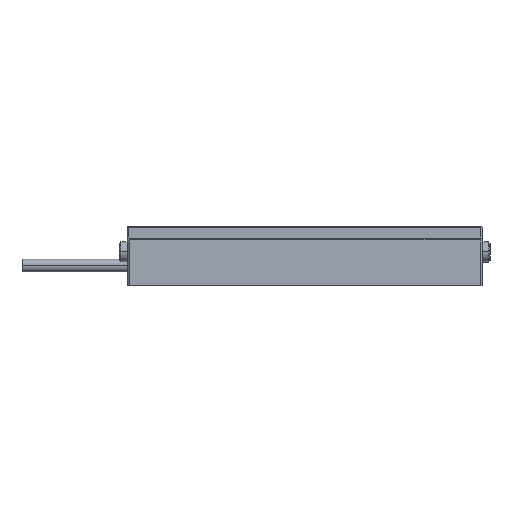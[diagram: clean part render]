
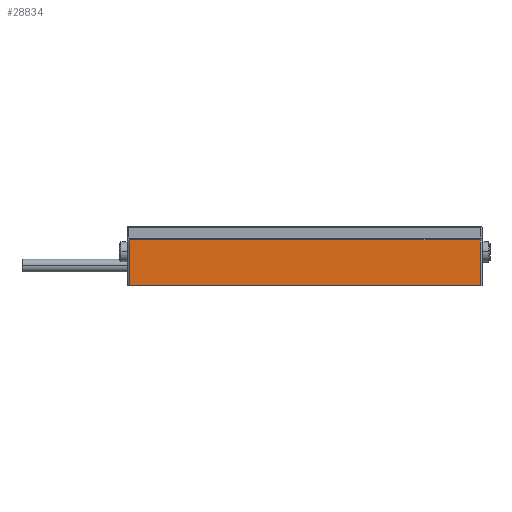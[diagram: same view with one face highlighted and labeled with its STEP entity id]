
A CAD part, top view. The second image highlights one B-rep face of the part: STEP entity #28834.
In plain terms, the highlighted planar face has unit normal (0, 0, 1).
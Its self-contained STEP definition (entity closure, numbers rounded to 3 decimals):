
#1281 = VERTEX_POINT ( 'NONE', #54442 ) ;
#1529 = EDGE_CURVE ( 'NONE', #48898, #26444, #17160, .T. ) ;
#2186 = CARTESIAN_POINT ( 'NONE',  ( -44.5, 11.5, 35. ) ) ;
#4376 = EDGE_CURVE ( 'NONE', #48898, #47794, #67533, .T. ) ;
#5920 = CARTESIAN_POINT ( 'NONE',  ( -51.708, 11.5, 35. ) ) ;
#11115 = DIRECTION ( 'NONE',  ( 0., 0., -1. ) ) ;
#13724 = LINE ( 'NONE', #61020, #32105 ) ;
#14402 = CARTESIAN_POINT ( 'NONE',  ( -44.5, 5.5, 35. ) ) ;
#16923 = FACE_OUTER_BOUND ( 'NONE', #69409, .T. ) ;
#17160 = LINE ( 'NONE', #5920, #34805 ) ;
#19551 = DIRECTION ( 'NONE',  ( 0., 1., 0. ) ) ;
#20540 = CARTESIAN_POINT ( 'NONE',  ( 44.5, 11.5, 35. ) ) ;
#20656 = CARTESIAN_POINT ( 'NONE',  ( -44.5, 0., 35. ) ) ;
#24738 = ORIENTED_EDGE ( 'NONE', *, *, #4376, .T. ) ;
#25717 = VECTOR ( 'NONE', #56657, 1000. ) ;
#26444 = VERTEX_POINT ( 'NONE', #20540 ) ;
#28834 = ADVANCED_FACE ( 'NONE', ( #16923 ), #40541, .F. ) ;
#32105 = VECTOR ( 'NONE', #55191, 1000. ) ;
#34805 = VECTOR ( 'NONE', #69144, 1000. ) ;
#35001 = VECTOR ( 'NONE', #19551, 1000. ) ;
#35918 = EDGE_CURVE ( 'NONE', #1281, #26444, #68018, .T. ) ;
#40541 = PLANE ( 'NONE',  #50691 ) ;
#41684 = DIRECTION ( 'NONE',  ( -1., 0., 0. ) ) ;
#42525 = ORIENTED_EDGE ( 'NONE', *, *, #35918, .T. ) ;
#47794 = VERTEX_POINT ( 'NONE', #20656 ) ;
#48898 = VERTEX_POINT ( 'NONE', #2186 ) ;
#50136 = CARTESIAN_POINT ( 'NONE',  ( 44.5, 5.5, 35. ) ) ;
#50691 = AXIS2_PLACEMENT_3D ( 'NONE', #53345, #11115, #41684 ) ;
#53345 = CARTESIAN_POINT ( 'NONE',  ( -45., 5.5, 35. ) ) ;
#54442 = CARTESIAN_POINT ( 'NONE',  ( 44.5, 0., 35. ) ) ;
#55191 = DIRECTION ( 'NONE',  ( 1., 0., 0. ) ) ;
#56657 = DIRECTION ( 'NONE',  ( 0., -1., 0. ) ) ;
#60941 = ORIENTED_EDGE ( 'NONE', *, *, #1529, .F. ) ;
#61020 = CARTESIAN_POINT ( 'NONE',  ( -45., 0., 35. ) ) ;
#61702 = ORIENTED_EDGE ( 'NONE', *, *, #72100, .T. ) ;
#67533 = LINE ( 'NONE', #14402, #25717 ) ;
#68018 = LINE ( 'NONE', #50136, #35001 ) ;
#69144 = DIRECTION ( 'NONE',  ( 1., 0., 0. ) ) ;
#69409 = EDGE_LOOP ( 'NONE', ( #61702, #42525, #60941, #24738 ) ) ;
#72100 = EDGE_CURVE ( 'NONE', #47794, #1281, #13724, .T. ) ;
